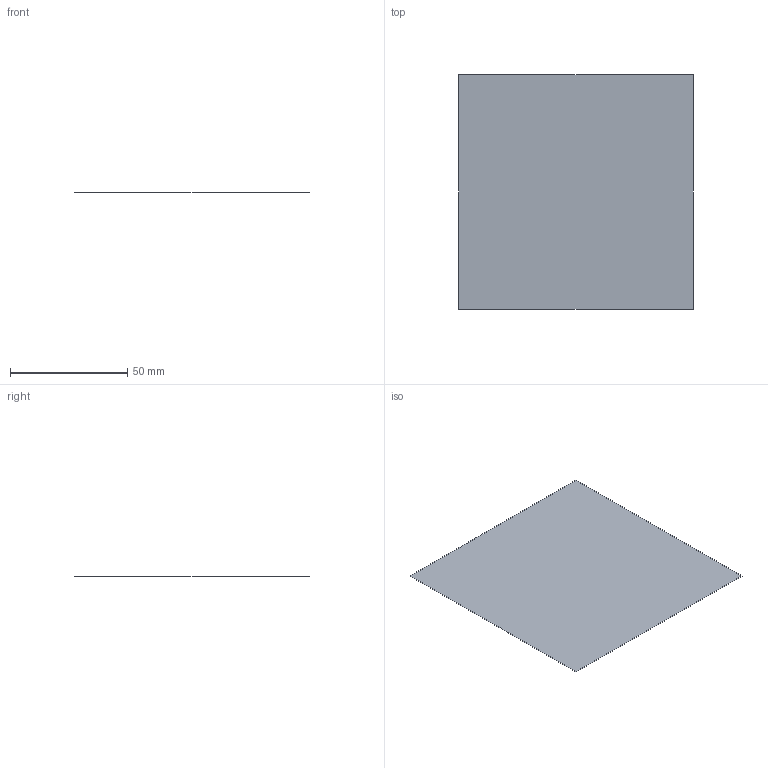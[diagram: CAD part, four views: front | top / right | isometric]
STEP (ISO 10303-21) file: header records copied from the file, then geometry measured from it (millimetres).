
FILE_DESCRIPTION(('SolidDesigner STEP Export'),'2;1');
FILE_NAME('surf1.stp','2001-05-29T 9:50:55',(''),(''),'SolidDesigner STEP processor Version: 9.0 (March 2001)for AP214(DIS)for AP203(Solid Model)','CoCreate SolidDesigner: 09.40P0517 17-May-2001(C) CoCreate Software GmbH','');
FILE_SCHEMA(('AUTOMOTIVE_DESIGN {1 2 10303 214 0 1 1 1}'));
Length unit declared in the file: millimetre
Products named in the file (4): curve; surface
Assembly tree (2 placements, depth 2):
  curve
    curve
  surface
    surface
Bounding box: 100 x 100 x 0 mm (x, y, z)
Surface area: 10000 mm2 (no closed solid volume)
Topology: 0 solids, 1 shells, 1 faces, 5 edges, 5 vertices
Faces by surface type: plane 1
Entity records: 250 total; most frequent: CARTESIAN_POINT 32, DIRECTION 22, DIMENSIONAL_EXPONENTS 18, AXIS2_PLACEMENT_3D 9, PRESENTATION_STYLE_ASSIGNMENT 9, SHAPE_REPRESENTATION 8, SHAPE_DEFINITION_REPRESENTATION 8, UNCERTAINTY_MEASURE_WITH_UNIT 6
